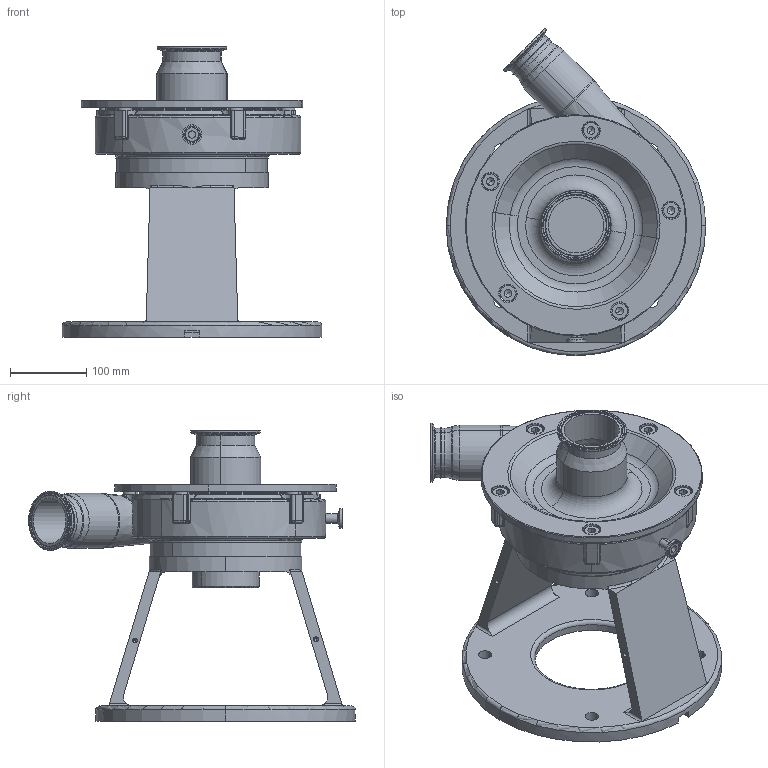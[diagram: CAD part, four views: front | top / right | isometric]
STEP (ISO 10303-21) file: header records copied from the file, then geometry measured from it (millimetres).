
FILE_DESCRIPTION (( 'STEP AP214' ), '1' );
FILE_NAME ('FPX 3541-3542 320TC 45L 1-2 In STRAIGHT DRAIN.STEP', '2023-01-16T20:39:20', ( '' ), ( '' ), 'SwSTEP 2.0', 'SolidWorks 2021', '' );
FILE_SCHEMA (( 'AUTOMOTIVE_DESIGN' ));
Length unit declared in the file: millimetre
Products named in the file (1): FPX 3541-3542 320TC 45L 1-2 In STRAIGHT DRAIN
Bounding box: 340 x 427.92 x 380.5 mm (x, y, z)
Volume: 6468095.7 mm3; surface area: 687639.7 mm2
Topology: 1 solids, 2 shells, 550 faces, 1308 edges, 753 vertices
Faces by surface type: cylinder 182, torus 100, bspline 83, plane 80, cone 80, sphere 25
Entity records: 20101 total; most frequent: CARTESIAN_POINT 7815, DIRECTION 2691, ORIENTED_EDGE 2526, EDGE_CURVE 1263, AXIS2_PLACEMENT_3D 1171, VERTEX_POINT 751, CIRCLE 703, EDGE_LOOP 606
